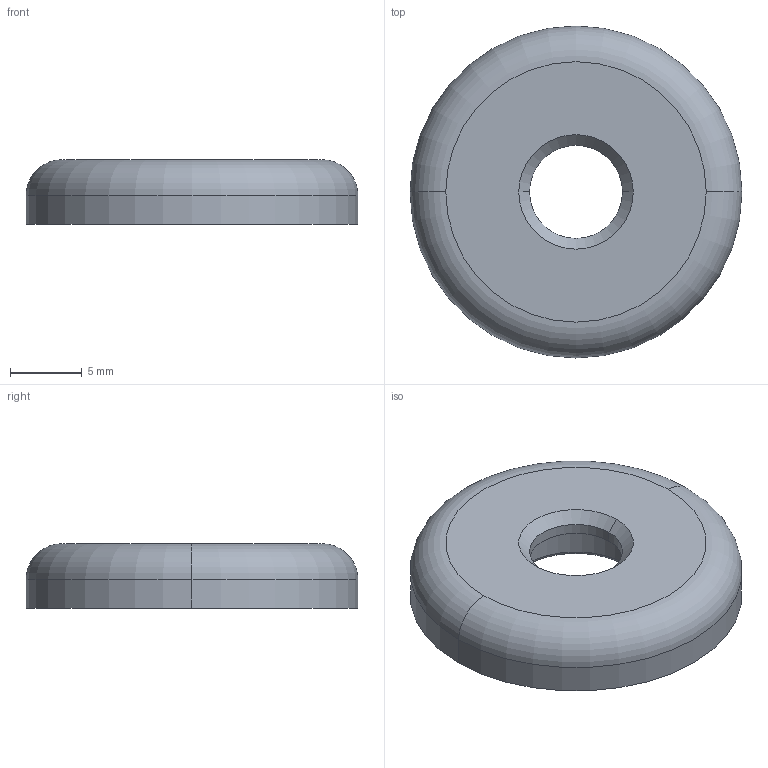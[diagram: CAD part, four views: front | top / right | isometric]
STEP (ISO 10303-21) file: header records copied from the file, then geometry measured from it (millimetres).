
FILE_DESCRIPTION (( 'STEP AP203' ), '1' );
FILE_NAME ('82004B.STEP', '2022-11-17T16:55:05', ( '' ), ( '' ), 'SwSTEP 2.0', 'SolidWorks 2021', '' );
FILE_SCHEMA (( 'CONFIG_CONTROL_DESIGN' ));
Length unit declared in the file: millimetre
Products named in the file (3): 82004 MAGNET; 82004B CUP; 82004B
Assembly tree (2 placements, depth 2):
  82004B
    82004B CUP
    82004 MAGNET
Bounding box: 23.2 x 23.2 x 4.5 mm (x, y, z)
Volume: 1335.3 mm3; surface area: 1810.4 mm2
Topology: 2 solids, 2 shells, 29 faces, 58 edges, 34 vertices
Faces by surface type: torus 12, cylinder 10, plane 5, cone 2
Entity records: 1079 total; most frequent: DIRECTION 172, CARTESIAN_POINT 126, ORIENTED_EDGE 116, AXIS2_PLACEMENT_3D 80, EDGE_CURVE 58, CIRCLE 46, VERTEX_POINT 34, EDGE_LOOP 34
